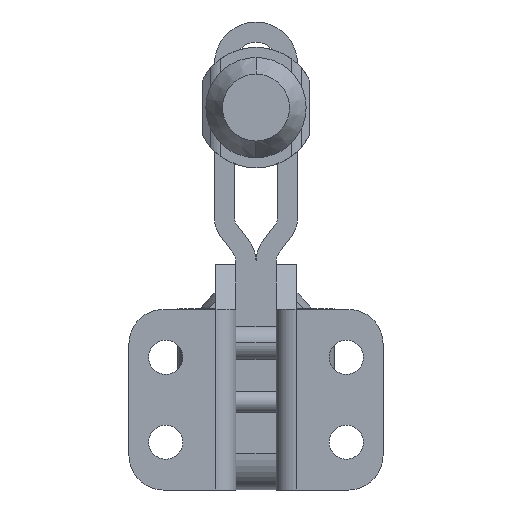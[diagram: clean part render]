
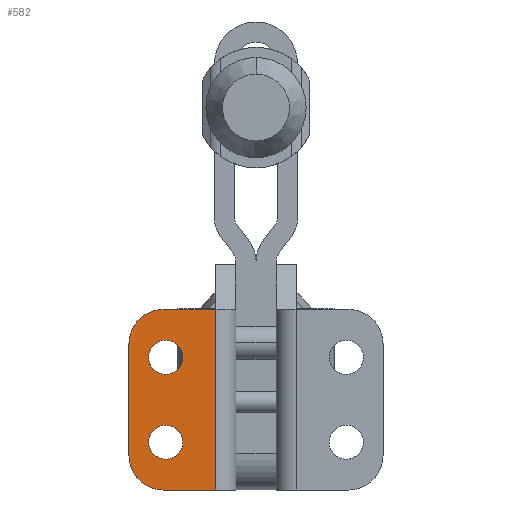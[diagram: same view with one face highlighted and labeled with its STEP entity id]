
A CAD part, front view. The second image highlights one B-rep face of the part: STEP entity #582.
In plain terms, the highlighted planar face has unit normal (0, -1, 0).
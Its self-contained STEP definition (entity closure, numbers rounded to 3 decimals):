
#582 = ADVANCED_FACE( '', ( #950, #951, #952 ), #953, .T. );
#950 = FACE_BOUND( '', #1683, .T. );
#951 = FACE_BOUND( '', #1684, .T. );
#952 = FACE_OUTER_BOUND( '', #1685, .T. );
#953 = PLANE( '', #1686 );
#1683 = EDGE_LOOP( '', ( #2563, #2564 ) );
#1684 = EDGE_LOOP( '', ( #2565, #2566 ) );
#1685 = EDGE_LOOP( '', ( #2567, #2568, #2569, #2570, #2571, #2572 ) );
#1686 = AXIS2_PLACEMENT_3D( '', #2573, #2574, #2575 );
#2563 = ORIENTED_EDGE( '', *, *, #5123, .T. );
#2564 = ORIENTED_EDGE( '', *, *, #5130, .T. );
#2565 = ORIENTED_EDGE( '', *, *, #5115, .T. );
#2566 = ORIENTED_EDGE( '', *, *, #5134, .T. );
#2567 = ORIENTED_EDGE( '', *, *, #5138, .T. );
#2568 = ORIENTED_EDGE( '', *, *, #5170, .F. );
#2569 = ORIENTED_EDGE( '', *, *, #5150, .T. );
#2570 = ORIENTED_EDGE( '', *, *, #5171, .T. );
#2571 = ORIENTED_EDGE( '', *, *, #5172, .T. );
#2572 = ORIENTED_EDGE( '', *, *, #5173, .T. );
#2573 = CARTESIAN_POINT( '', ( 19., -17.2, -22. ) );
#2574 = DIRECTION( '', ( 0., -1., 0. ) );
#2575 = DIRECTION( '', ( 1., 0., 0. ) );
#5115 = EDGE_CURVE( '', #6002, #6006, #6008, .T. );
#5123 = EDGE_CURVE( '', #6018, #6022, #6024, .T. );
#5130 = EDGE_CURVE( '', #6022, #6018, #6035, .T. );
#5134 = EDGE_CURVE( '', #6006, #6002, #6039, .T. );
#5138 = EDGE_CURVE( '', #6046, #6044, #6047, .T. );
#5150 = EDGE_CURVE( '', #6070, #6068, #6071, .T. );
#5170 = EDGE_CURVE( '', #6070, #6044, #6103, .T. );
#5171 = EDGE_CURVE( '', #6068, #6104, #6105, .T. );
#5172 = EDGE_CURVE( '', #6104, #6106, #6107, .T. );
#5173 = EDGE_CURVE( '', #6106, #6046, #6108, .T. );
#6002 = VERTEX_POINT( '', #7421 );
#6006 = VERTEX_POINT( '', #7426 );
#6008 = CIRCLE( '', #7429, 2.55 );
#6018 = VERTEX_POINT( '', #7441 );
#6022 = VERTEX_POINT( '', #7446 );
#6024 = CIRCLE( '', #7449, 2.55 );
#6035 = CIRCLE( '', #7462, 2.55 );
#6039 = CIRCLE( '', #7466, 2.55 );
#6044 = VERTEX_POINT( '', #7471 );
#6046 = VERTEX_POINT( '', #7474 );
#6047 = CIRCLE( '', #7475, 5.1 );
#6068 = VERTEX_POINT( '', #7501 );
#6070 = VERTEX_POINT( '', #7504 );
#6071 = CIRCLE( '', #7505, 5.1 );
#6103 = LINE( '', #7552, #7553 );
#6104 = VERTEX_POINT( '', #7554 );
#6105 = LINE( '', #7555, #7556 );
#6106 = VERTEX_POINT( '', #7557 );
#6107 = LINE( '', #7558, #7559 );
#6108 = LINE( '', #7560, #7561 );
#7421 = CARTESIAN_POINT( '', ( -10.95, -17.2, -14.85 ) );
#7426 = CARTESIAN_POINT( '', ( -16.05, -17.2, -14.85 ) );
#7429 = AXIS2_PLACEMENT_3D( '', #9825, #9826, #9827 );
#7441 = CARTESIAN_POINT( '', ( -10.95, -17.2, -2.15 ) );
#7446 = CARTESIAN_POINT( '', ( -16.05, -17.2, -2.15 ) );
#7449 = AXIS2_PLACEMENT_3D( '', #9841, #9842, #9843 );
#7462 = AXIS2_PLACEMENT_3D( '', #9858, #9859, #9860 );
#7466 = AXIS2_PLACEMENT_3D( '', #9870, #9871, #9872 );
#7471 = CARTESIAN_POINT( '', ( -19., -17.2, -0.1 ) );
#7474 = CARTESIAN_POINT( '', ( -13.9, -17.2, 5. ) );
#7475 = AXIS2_PLACEMENT_3D( '', #9880, #9881, #9882 );
#7501 = CARTESIAN_POINT( '', ( -13.9, -17.2, -22. ) );
#7504 = CARTESIAN_POINT( '', ( -19., -17.2, -16.9 ) );
#7505 = AXIS2_PLACEMENT_3D( '', #9904, #9905, #9906 );
#7552 = CARTESIAN_POINT( '', ( -19., -17.2, -22. ) );
#7553 = VECTOR( '', #9934, 1. );
#7554 = CARTESIAN_POINT( '', ( -6., -17.2, -22. ) );
#7555 = CARTESIAN_POINT( '', ( -19., -17.2, -22. ) );
#7556 = VECTOR( '', #9935, 1. );
#7557 = CARTESIAN_POINT( '', ( -6., -17.2, 5. ) );
#7558 = CARTESIAN_POINT( '', ( -6., -17.2, -8.5 ) );
#7559 = VECTOR( '', #9936, 1. );
#7560 = CARTESIAN_POINT( '', ( -19., -17.2, 5. ) );
#7561 = VECTOR( '', #9937, 1. );
#9825 = CARTESIAN_POINT( '', ( -13.5, -17.2, -14.85 ) );
#9826 = DIRECTION( '', ( 0., 1., 0. ) );
#9827 = DIRECTION( '', ( 1., 0., 0. ) );
#9841 = CARTESIAN_POINT( '', ( -13.5, -17.2, -2.15 ) );
#9842 = DIRECTION( '', ( 0., 1., 0. ) );
#9843 = DIRECTION( '', ( 1., 0., 0. ) );
#9858 = CARTESIAN_POINT( '', ( -13.5, -17.2, -2.15 ) );
#9859 = DIRECTION( '', ( 0., 1., 0. ) );
#9860 = DIRECTION( '', ( 1., 0., 0. ) );
#9870 = CARTESIAN_POINT( '', ( -13.5, -17.2, -14.85 ) );
#9871 = DIRECTION( '', ( 0., 1., 0. ) );
#9872 = DIRECTION( '', ( 1., 0., 0. ) );
#9880 = CARTESIAN_POINT( '', ( -13.9, -17.2, -0.1 ) );
#9881 = DIRECTION( '', ( 0., -1., 0. ) );
#9882 = DIRECTION( '', ( -1., 0., 0. ) );
#9904 = CARTESIAN_POINT( '', ( -13.9, -17.2, -16.9 ) );
#9905 = DIRECTION( '', ( 0., -1., 0. ) );
#9906 = DIRECTION( '', ( 0., 0., -1. ) );
#9934 = DIRECTION( '', ( 0., 0., 1. ) );
#9935 = DIRECTION( '', ( 1., 0., 0. ) );
#9936 = DIRECTION( '', ( 0., 0., 1. ) );
#9937 = DIRECTION( '', ( -1., 0., 0. ) );
